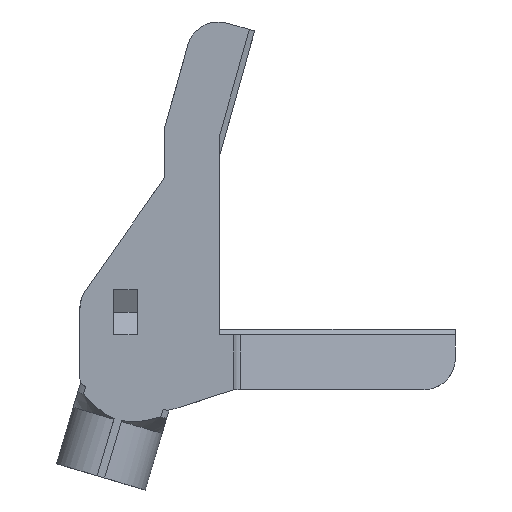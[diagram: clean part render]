
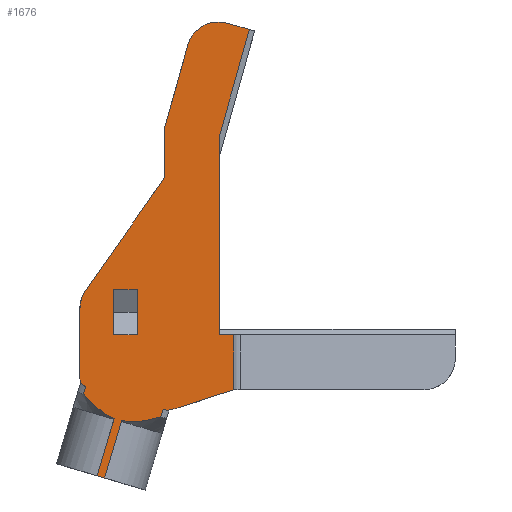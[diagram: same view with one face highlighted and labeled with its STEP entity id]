
A CAD part, front view. The second image highlights one B-rep face of the part: STEP entity #1676.
In plain terms, the highlighted planar face has unit normal (0, -1, 0).
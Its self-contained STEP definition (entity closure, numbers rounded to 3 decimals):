
#22=(
BOUNDED_CURVE()
B_SPLINE_CURVE(2,(#3825,#3826,#3827),.UNSPECIFIED.,.F.,.F.)
B_SPLINE_CURVE_WITH_KNOTS((3,3),(0.933,1.867),
 .UNSPECIFIED.)
CURVE()
GEOMETRIC_REPRESENTATION_ITEM()
RATIONAL_B_SPLINE_CURVE((1.68,1.917,1.943))
REPRESENTATION_ITEM('')
);
#23=(
BOUNDED_CURVE()
B_SPLINE_CURVE(2,(#3835,#3836,#3837),.UNSPECIFIED.,.F.,.F.)
B_SPLINE_CURVE_WITH_KNOTS((3,3),(1.985,2.882),
 .UNSPECIFIED.)
CURVE()
GEOMETRIC_REPRESENTATION_ITEM()
RATIONAL_B_SPLINE_CURVE((1.877,1.852,1.624))
REPRESENTATION_ITEM('')
);
#35=FACE_BOUND('',#555,.T.);
#65=PLANE('',#1803);
#124=LINE('',#3518,#272);
#126=LINE('',#3523,#274);
#128=LINE('',#3526,#276);
#129=LINE('',#3530,#277);
#136=LINE('',#3610,#284);
#147=LINE('',#3823,#295);
#148=LINE('',#3829,#296);
#149=LINE('',#3831,#297);
#150=LINE('',#3833,#298);
#151=LINE('',#3839,#299);
#152=LINE('',#3841,#300);
#153=LINE('',#3843,#301);
#154=LINE('',#3847,#302);
#155=LINE('',#3849,#303);
#156=LINE('',#3851,#304);
#157=LINE('',#3853,#305);
#158=LINE('',#3855,#306);
#159=LINE('',#3857,#307);
#160=LINE('',#3861,#308);
#161=LINE('',#3863,#309);
#162=LINE('',#3864,#310);
#272=VECTOR('',#1956,10.);
#274=VECTOR('',#1960,10.);
#276=VECTOR('',#1964,10.);
#277=VECTOR('',#1969,10.);
#284=VECTOR('',#1994,10.);
#295=VECTOR('',#2047,10.);
#296=VECTOR('',#2048,10.);
#297=VECTOR('',#2049,10.);
#298=VECTOR('',#2050,10.);
#299=VECTOR('',#2051,10.);
#300=VECTOR('',#2052,10.);
#301=VECTOR('',#2053,10.);
#302=VECTOR('',#2056,10.);
#303=VECTOR('',#2057,10.);
#304=VECTOR('',#2058,10.);
#305=VECTOR('',#2059,10.);
#306=VECTOR('',#2060,10.);
#307=VECTOR('',#2061,10.);
#308=VECTOR('',#2064,10.);
#309=VECTOR('',#2065,10.);
#310=VECTOR('',#2066,10.);
#458=FACE_OUTER_BOUND('',#554,.T.);
#554=EDGE_LOOP('',(#1291,#1292,#1293,#1294,#1295,#1296,#1297,#1298,#1299,
#1300,#1301,#1302,#1303,#1304,#1305,#1306,#1307,#1308,#1309,#1310,#1311,
#1312,#1313));
#555=EDGE_LOOP('',(#1314,#1315,#1316,#1317));
#647=CIRCLE('',#1796,1.);
#648=CIRCLE('',#1800,4.);
#650=CIRCLE('',#1804,4.);
#651=CIRCLE('',#1805,4.);
#754=VERTEX_POINT('',#3514);
#755=VERTEX_POINT('',#3516);
#756=VERTEX_POINT('',#3520);
#757=VERTEX_POINT('',#3522);
#767=VERTEX_POINT('',#3607);
#768=VERTEX_POINT('',#3609);
#780=VERTEX_POINT('',#3785);
#785=VERTEX_POINT('',#3812);
#788=VERTEX_POINT('',#3822);
#789=VERTEX_POINT('',#3824);
#790=VERTEX_POINT('',#3828);
#791=VERTEX_POINT('',#3830);
#792=VERTEX_POINT('',#3832);
#793=VERTEX_POINT('',#3834);
#794=VERTEX_POINT('',#3838);
#795=VERTEX_POINT('',#3840);
#796=VERTEX_POINT('',#3842);
#797=VERTEX_POINT('',#3844);
#798=VERTEX_POINT('',#3846);
#799=VERTEX_POINT('',#3848);
#800=VERTEX_POINT('',#3850);
#801=VERTEX_POINT('',#3852);
#802=VERTEX_POINT('',#3854);
#803=VERTEX_POINT('',#3856);
#804=VERTEX_POINT('',#3858);
#805=VERTEX_POINT('',#3860);
#806=VERTEX_POINT('',#3862);
#931=EDGE_CURVE('',#755,#754,#124,.T.);
#933=EDGE_CURVE('',#756,#757,#126,.T.);
#935=EDGE_CURVE('',#754,#756,#128,.T.);
#937=EDGE_CURVE('',#757,#755,#129,.T.);
#951=EDGE_CURVE('',#767,#768,#136,.T.);
#970=EDGE_CURVE('',#767,#780,#647,.T.);
#977=EDGE_CURVE('',#785,#768,#648,.T.);
#982=EDGE_CURVE('',#780,#788,#147,.T.);
#983=EDGE_CURVE('',#788,#789,#22,.T.);
#984=EDGE_CURVE('',#789,#790,#148,.T.);
#985=EDGE_CURVE('',#790,#791,#149,.T.);
#986=EDGE_CURVE('',#792,#791,#150,.T.);
#987=EDGE_CURVE('',#793,#792,#23,.F.);
#988=EDGE_CURVE('',#794,#793,#151,.T.);
#989=EDGE_CURVE('',#795,#794,#152,.T.);
#990=EDGE_CURVE('',#795,#796,#153,.T.);
#991=EDGE_CURVE('',#796,#797,#650,.T.);
#992=EDGE_CURVE('',#798,#797,#154,.T.);
#993=EDGE_CURVE('',#799,#798,#155,.T.);
#994=EDGE_CURVE('',#800,#799,#156,.T.);
#995=EDGE_CURVE('',#801,#800,#157,.T.);
#996=EDGE_CURVE('',#802,#801,#158,.T.);
#997=EDGE_CURVE('',#803,#802,#159,.T.);
#998=EDGE_CURVE('',#803,#804,#651,.T.);
#999=EDGE_CURVE('',#805,#804,#160,.T.);
#1000=EDGE_CURVE('',#806,#805,#161,.T.);
#1001=EDGE_CURVE('',#785,#806,#162,.T.);
#1291=ORIENTED_EDGE('',*,*,#982,.T.);
#1292=ORIENTED_EDGE('',*,*,#983,.T.);
#1293=ORIENTED_EDGE('',*,*,#984,.T.);
#1294=ORIENTED_EDGE('',*,*,#985,.T.);
#1295=ORIENTED_EDGE('',*,*,#986,.F.);
#1296=ORIENTED_EDGE('',*,*,#987,.F.);
#1297=ORIENTED_EDGE('',*,*,#988,.F.);
#1298=ORIENTED_EDGE('',*,*,#989,.F.);
#1299=ORIENTED_EDGE('',*,*,#990,.T.);
#1300=ORIENTED_EDGE('',*,*,#991,.T.);
#1301=ORIENTED_EDGE('',*,*,#992,.F.);
#1302=ORIENTED_EDGE('',*,*,#993,.F.);
#1303=ORIENTED_EDGE('',*,*,#994,.F.);
#1304=ORIENTED_EDGE('',*,*,#995,.F.);
#1305=ORIENTED_EDGE('',*,*,#996,.F.);
#1306=ORIENTED_EDGE('',*,*,#997,.F.);
#1307=ORIENTED_EDGE('',*,*,#998,.T.);
#1308=ORIENTED_EDGE('',*,*,#999,.F.);
#1309=ORIENTED_EDGE('',*,*,#1000,.F.);
#1310=ORIENTED_EDGE('',*,*,#1001,.F.);
#1311=ORIENTED_EDGE('',*,*,#977,.T.);
#1312=ORIENTED_EDGE('',*,*,#951,.F.);
#1313=ORIENTED_EDGE('',*,*,#970,.T.);
#1314=ORIENTED_EDGE('',*,*,#933,.F.);
#1315=ORIENTED_EDGE('',*,*,#935,.F.);
#1316=ORIENTED_EDGE('',*,*,#931,.F.);
#1317=ORIENTED_EDGE('',*,*,#937,.F.);
#1676=ADVANCED_FACE('',(#458,#35),#65,.F.);
#1796=AXIS2_PLACEMENT_3D('',#3794,#2024,#2025);
#1800=AXIS2_PLACEMENT_3D('',#3813,#2036,#2037);
#1803=AXIS2_PLACEMENT_3D('',#3821,#2045,#2046);
#1804=AXIS2_PLACEMENT_3D('',#3845,#2054,#2055);
#1805=AXIS2_PLACEMENT_3D('',#3859,#2062,#2063);
#1956=DIRECTION('',(1.,0.,0.));
#1960=DIRECTION('',(-1.,0.,0.));
#1964=DIRECTION('',(0.,0.,1.));
#1969=DIRECTION('',(0.,0.,-1.));
#1994=DIRECTION('',(0.,0.,1.));
#2024=DIRECTION('center_axis',(0.,-1.,0.));
#2025=DIRECTION('ref_axis',(-0.801,0.,-0.598));
#2036=DIRECTION('center_axis',(0.,-1.,0.));
#2037=DIRECTION('ref_axis',(-0.954,0.,0.301));
#2045=DIRECTION('center_axis',(0.,1.,0.));
#2046=DIRECTION('ref_axis',(0.,0.,-1.));
#2047=DIRECTION('',(-0.284,0.,-0.959));
#2048=DIRECTION('',(-0.284,0.,-0.959));
#2049=DIRECTION('',(0.959,0.,-0.284));
#2050=DIRECTION('',(-0.284,0.,-0.959));
#2051=DIRECTION('',(-0.284,0.,-0.959));
#2052=DIRECTION('',(-0.959,0.,0.284));
#2053=DIRECTION('',(0.284,0.,0.959));
#2054=DIRECTION('center_axis',(0.,-1.,0.));
#2055=DIRECTION('ref_axis',(0.015,0.,-1.));
#2056=DIRECTION('',(-0.95,0.,-0.312));
#2057=DIRECTION('',(0.,0.,-1.));
#2058=DIRECTION('',(1.,0.,0.));
#2059=DIRECTION('',(0.,0.,-1.));
#2060=DIRECTION('',(-0.269,0.,-0.963));
#2061=DIRECTION('',(0.963,0.,-0.269));
#2062=DIRECTION('center_axis',(0.,-1.,0.));
#2063=DIRECTION('ref_axis',(-0.491,0.,0.871));
#2064=DIRECTION('',(0.269,0.,0.963));
#2065=DIRECTION('',(0.,0.,1.));
#2066=DIRECTION('',(0.574,0.,0.819));
#3514=CARTESIAN_POINT('',(-70.5,-23.75,0.));
#3516=CARTESIAN_POINT('',(-73.5,-23.75,0.));
#3518=CARTESIAN_POINT('',(-62.198,-23.75,0.));
#3520=CARTESIAN_POINT('',(-70.5,-23.75,5.75));
#3522=CARTESIAN_POINT('',(-73.5,-23.75,5.75));
#3523=CARTESIAN_POINT('',(-62.198,-23.75,5.75));
#3526=CARTESIAN_POINT('',(-70.5,-23.75,9.198));
#3530=CARTESIAN_POINT('',(-73.5,-23.75,9.198));
#3607=CARTESIAN_POINT('',(-77.793,-23.75,-5.61));
#3609=CARTESIAN_POINT('',(-77.793,-23.75,3.325));
#3610=CARTESIAN_POINT('',(-77.793,-23.75,-6.357));
#3785=CARTESIAN_POINT('',(-77.064,-23.75,-6.573));
#3794=CARTESIAN_POINT('Origin',(-76.793,-23.75,-5.61));
#3812=CARTESIAN_POINT('',(-77.07,-23.75,5.619));
#3813=CARTESIAN_POINT('Origin',(-73.793,-23.75,3.325));
#3821=CARTESIAN_POINT('Origin',(-53.897,-23.75,15.521));
#3822=CARTESIAN_POINT('',(-77.348,-23.75,-7.532));
#3823=CARTESIAN_POINT('',(-77.064,-23.75,-6.573));
#3824=CARTESIAN_POINT('',(-73.433,-23.75,-10.651));
#3825=CARTESIAN_POINT('Ctrl Pts',(-77.348,-23.75,-7.532));
#3826=CARTESIAN_POINT('Ctrl Pts',(-75.31,-23.75,-9.921));
#3827=CARTESIAN_POINT('Ctrl Pts',(-73.433,-23.75,-10.651));
#3828=CARTESIAN_POINT('',(-75.598,-23.75,-17.958));
#3829=CARTESIAN_POINT('',(-72.616,-23.75,-7.89));
#3830=CARTESIAN_POINT('',(-74.639,-23.75,-18.242));
#3831=CARTESIAN_POINT('',(-75.598,-23.75,-17.958));
#3832=CARTESIAN_POINT('',(-72.474,-23.75,-10.935));
#3833=CARTESIAN_POINT('',(-71.657,-23.75,-8.174));
#3834=CARTESIAN_POINT('',(-67.493,-23.75,-10.451));
#3835=CARTESIAN_POINT('Ctrl Pts',(-72.474,-23.75,-10.935));
#3836=CARTESIAN_POINT('Ctrl Pts',(-70.503,-23.75,-11.345));
#3837=CARTESIAN_POINT('Ctrl Pts',(-67.493,-23.75,-10.451));
#3838=CARTESIAN_POINT('',(-67.209,-23.75,-9.492));
#3839=CARTESIAN_POINT('',(-67.209,-23.75,-9.492));
#3840=CARTESIAN_POINT('',(-66.479,-23.75,-9.708));
#3841=CARTESIAN_POINT('',(-66.479,-23.75,-9.708));
#3842=CARTESIAN_POINT('',(-66.422,-23.75,-9.516));
#3843=CARTESIAN_POINT('',(-62.536,-23.75,3.602));
#3844=CARTESIAN_POINT('',(-65.292,-23.75,-9.318));
#3845=CARTESIAN_POINT('Origin',(-66.541,-23.75,-5.518));
#3846=CARTESIAN_POINT('',(-58.234,-23.75,-7.));
#3847=CARTESIAN_POINT('',(-66.479,-23.75,-9.708));
#3848=CARTESIAN_POINT('',(-58.234,-23.75,0.));
#3849=CARTESIAN_POINT('',(-58.234,-23.75,7.76));
#3850=CARTESIAN_POINT('',(-60.,-23.75,0.));
#3851=CARTESIAN_POINT('',(-30.,-23.75,0.));
#3852=CARTESIAN_POINT('',(-60.,-23.75,25.383));
#3853=CARTESIAN_POINT('',(-60.,-23.75,0.));
#3854=CARTESIAN_POINT('',(-56.232,-23.75,38.866));
#3855=CARTESIAN_POINT('',(-60.,-23.75,25.383));
#3856=CARTESIAN_POINT('',(-59.122,-23.75,39.673));
#3857=CARTESIAN_POINT('',(-62.974,-23.75,40.75));
#3858=CARTESIAN_POINT('',(-64.05,-23.75,36.897));
#3859=CARTESIAN_POINT('Origin',(-60.198,-23.75,35.821));
#3860=CARTESIAN_POINT('',(-67.,-23.75,26.342));
#3861=CARTESIAN_POINT('',(-62.974,-23.75,40.75));
#3862=CARTESIAN_POINT('',(-67.,-23.75,20.));
#3863=CARTESIAN_POINT('',(-67.,-23.75,26.342));
#3864=CARTESIAN_POINT('',(-77.793,-23.75,4.586));
